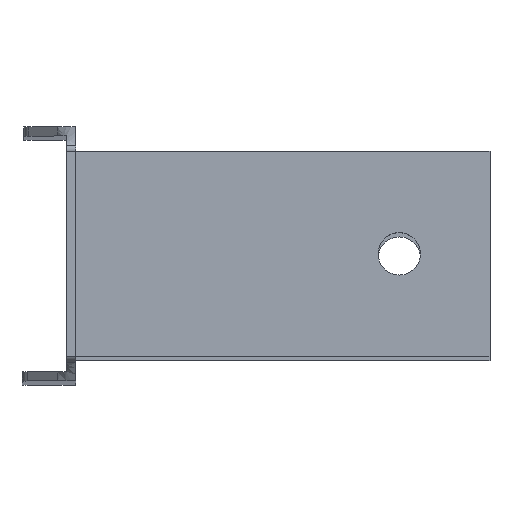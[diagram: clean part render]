
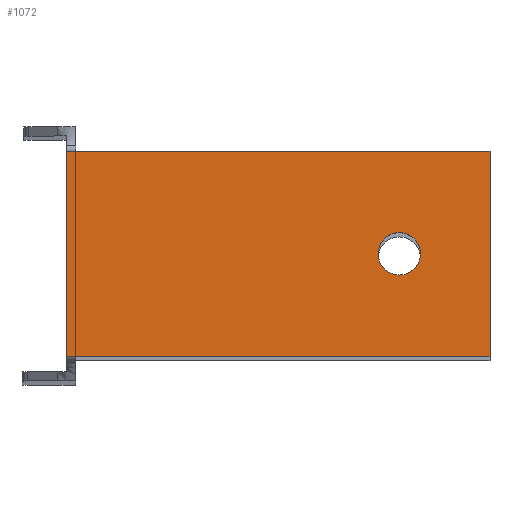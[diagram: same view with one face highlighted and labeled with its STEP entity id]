
A CAD part, top view. The second image highlights one B-rep face of the part: STEP entity #1072.
In plain terms, the highlighted planar face has unit normal (0, 0, 1).
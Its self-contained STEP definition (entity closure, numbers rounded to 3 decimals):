
#34=FACE_BOUND('',#130,.T.);
#75=FACE_OUTER_BOUND('',#129,.T.);
#129=EDGE_LOOP('',(#904,#905,#906,#907,#908,#909));
#130=EDGE_LOOP('',(#910));
#176=CIRCLE('',#1152,3.5);
#205=LINE('',#1553,#316);
#228=LINE('',#1653,#339);
#270=LINE('',#2305,#381);
#271=LINE('',#2308,#382);
#284=LINE('',#2837,#395);
#285=LINE('',#2839,#396);
#316=VECTOR('',#1223,10.);
#339=VECTOR('',#1268,10.);
#381=VECTOR('',#1366,10.);
#382=VECTOR('',#1369,2.16);
#395=VECTOR('',#1394,10.);
#396=VECTOR('',#1397,10.);
#440=VERTEX_POINT('',#1550);
#441=VERTEX_POINT('',#1552);
#470=VERTEX_POINT('',#1650);
#471=VERTEX_POINT('',#1652);
#494=VERTEX_POINT('',#2299);
#495=VERTEX_POINT('',#2303);
#496=VERTEX_POINT('',#2307);
#543=EDGE_CURVE('',#441,#440,#205,.T.);
#577=EDGE_CURVE('',#470,#471,#228,.T.);
#630=EDGE_CURVE('',#494,#494,#176,.T.);
#632=EDGE_CURVE('',#470,#495,#270,.T.);
#633=EDGE_CURVE('',#471,#496,#271,.T.);
#646=EDGE_CURVE('',#495,#441,#284,.T.);
#647=EDGE_CURVE('',#440,#496,#285,.T.);
#904=ORIENTED_EDGE('',*,*,#646,.T.);
#905=ORIENTED_EDGE('',*,*,#543,.T.);
#906=ORIENTED_EDGE('',*,*,#647,.T.);
#907=ORIENTED_EDGE('',*,*,#633,.F.);
#908=ORIENTED_EDGE('',*,*,#577,.F.);
#909=ORIENTED_EDGE('',*,*,#632,.T.);
#910=ORIENTED_EDGE('',*,*,#630,.T.);
#974=PLANE('',#1162);
#1072=ADVANCED_FACE('',(#75,#34),#974,.F.);
#1152=AXIS2_PLACEMENT_3D('',#2301,#1361,#1362);
#1162=AXIS2_PLACEMENT_3D('',#2841,#1399,#1400);
#1223=DIRECTION('',(0.,-1.,0.));
#1268=DIRECTION('',(0.,-1.,0.));
#1361=DIRECTION('center_axis',(0.,0.,
-1.));
#1362=DIRECTION('ref_axis',(1.,0.,0.));
#1366=DIRECTION('',(-1.,0.,0.));
#1369=DIRECTION('',(-1.,0.,0.));
#1394=DIRECTION('',(-1.,0.,0.));
#1397=DIRECTION('',(1.,0.,0.));
#1399=DIRECTION('center_axis',(0.,0.,
-1.));
#1400=DIRECTION('ref_axis',(-1.,0.,0.));
#1550=CARTESIAN_POINT('',(0.,10.,4.5));
#1552=CARTESIAN_POINT('',(0.,44.,4.5));
#1553=CARTESIAN_POINT('',(0.,27.,4.5));
#1650=CARTESIAN_POINT('',(70.,44.,4.5));
#1652=CARTESIAN_POINT('',(70.,10.,4.5));
#1653=CARTESIAN_POINT('',(70.,44.,4.5));
#2299=CARTESIAN_POINT('',(51.5,27.,4.5));
#2301=CARTESIAN_POINT('Origin',(55.,27.,4.5));
#2303=CARTESIAN_POINT('',(3.,44.,4.5));
#2305=CARTESIAN_POINT('',(18.902,44.,4.5));
#2307=CARTESIAN_POINT('',(3.,10.,4.5));
#2308=CARTESIAN_POINT('',(-3.786,10.,4.5));
#2837=CARTESIAN_POINT('',(18.902,44.,4.5));
#2839=CARTESIAN_POINT('',(18.902,10.,4.5));
#2841=CARTESIAN_POINT('Origin',(34.804,27.,4.5));
